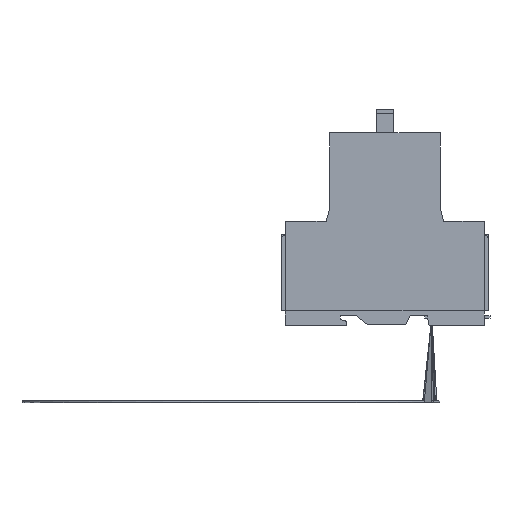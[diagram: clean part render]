
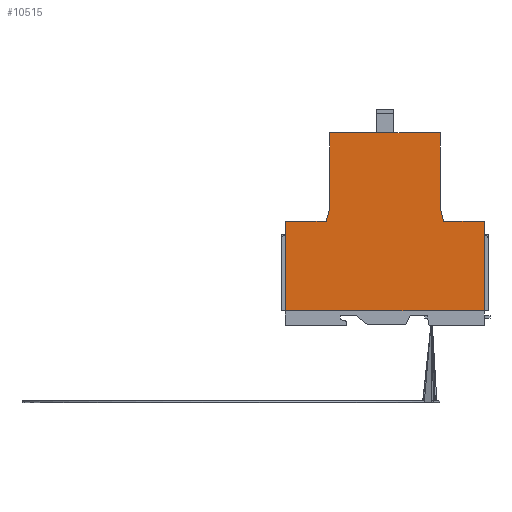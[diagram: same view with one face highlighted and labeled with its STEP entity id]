
A CAD part, left-side view. The second image highlights one B-rep face of the part: STEP entity #10515.
In plain terms, the highlighted planar face has unit normal (-1, 0, 0).
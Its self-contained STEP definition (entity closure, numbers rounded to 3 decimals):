
#2871 = CARTESIAN_POINT ( 'NONE',  ( 0., 22.25, -12.75 ) ) ;
#2872 = DIRECTION ( 'NONE',  ( 0., 0., 1. ) ) ;
#2873 = VECTOR ( 'NONE', #2872, 1000. ) ;
#2874 = CARTESIAN_POINT ( 'NONE',  ( 0., 22.25, -12.75 ) ) ;
#2875 = LINE ( 'NONE', #2874, #2873 ) ;
#3145 = CARTESIAN_POINT ( 'NONE',  ( 0., -22.25, 17.5 ) ) ;
#3146 = LINE ( 'NONE', #3145, #3186 ) ;
#3147 = DIRECTION ( 'NONE',  ( 0., -0.253, -0.967 ) ) ;
#3148 = VECTOR ( 'NONE', #3147, 1000. ) ;
#3149 = CARTESIAN_POINT ( 'NONE',  ( 0., -22.25, -12.75 ) ) ;
#3150 = LINE ( 'NONE', #3149, #3148 ) ;
#3168 = CARTESIAN_POINT ( 'NONE',  ( 0., -22.25, -12.75 ) ) ;
#3185 = DIRECTION ( 'NONE',  ( 0., 0., -1. ) ) ;
#3186 = VECTOR ( 'NONE', #3185, 1000. ) ;
#3204 = CARTESIAN_POINT ( 'NONE',  ( 0., -40., -18. ) ) ;
#3222 = DIRECTION ( 'NONE',  ( 0., -1., 0. ) ) ;
#3223 = VECTOR ( 'NONE', #3222, 1000. ) ;
#3224 = CARTESIAN_POINT ( 'NONE',  ( 0., -23.625, -18. ) ) ;
#3225 = LINE ( 'NONE', #3224, #3223 ) ;
#3290 = DIRECTION ( 'NONE',  ( 0., 1., 0. ) ) ;
#3291 = VECTOR ( 'NONE', #3290, 1000. ) ;
#3292 = CARTESIAN_POINT ( 'NONE',  ( 0., -40., -54. ) ) ;
#3296 = LINE ( 'NONE', #3292, #3291 ) ;
#3309 = CARTESIAN_POINT ( 'NONE',  ( 0., -23.625, -18. ) ) ;
#3690 = CARTESIAN_POINT ( 'NONE',  ( 0., 40., -54. ) ) ;
#3833 = CARTESIAN_POINT ( 'NONE',  ( 0., -40., -54. ) ) ;
#3894 = CARTESIAN_POINT ( 'NONE',  ( 0., 40., -18. ) ) ;
#3940 = DIRECTION ( 'NONE',  ( 0., -1., 0. ) ) ;
#3941 = VECTOR ( 'NONE', #3940, 1000. ) ;
#3942 = CARTESIAN_POINT ( 'NONE',  ( 0., 40., -18. ) ) ;
#3944 = LINE ( 'NONE', #3942, #3941 ) ;
#3954 = DIRECTION ( 'NONE',  ( 0., 0., 1. ) ) ;
#3955 = DIRECTION ( 'NONE',  ( -1., 0., 0. ) ) ;
#3956 = CARTESIAN_POINT ( 'NONE',  ( 0., 22.25, 17.5 ) ) ;
#3957 = AXIS2_PLACEMENT_3D ( 'NONE', #3956, #3955, #3954 ) ;
#3958 = PLANE ( 'NONE',  #3957 ) ;
#3974 = FACE_OUTER_BOUND ( 'NONE', #10524, .T. ) ;
#3976 = DIRECTION ( 'NONE',  ( 0., 0., 1. ) ) ;
#3982 = VECTOR ( 'NONE', #3976, 1000. ) ;
#3983 = CARTESIAN_POINT ( 'NONE',  ( 0., 40., -18. ) ) ;
#3984 = LINE ( 'NONE', #3983, #3982 ) ;
#4017 = DIRECTION ( 'NONE',  ( 0., -0.253, 0.967 ) ) ;
#4018 = VECTOR ( 'NONE', #4017, 1000. ) ;
#4019 = CARTESIAN_POINT ( 'NONE',  ( 0., 22.25, -12.75 ) ) ;
#4020 = LINE ( 'NONE', #4019, #4018 ) ;
#4022 = CARTESIAN_POINT ( 'NONE',  ( 0., 23.625, -18. ) ) ;
#4067 = DIRECTION ( 'NONE',  ( 0., 0., -1. ) ) ;
#4068 = VECTOR ( 'NONE', #4067, 1000. ) ;
#4069 = CARTESIAN_POINT ( 'NONE',  ( 0., -40., -18. ) ) ;
#4070 = LINE ( 'NONE', #4069, #4068 ) ;
#7364 = CARTESIAN_POINT ( 'NONE',  ( 0., -22.25, 17.5 ) ) ;
#7366 = DIRECTION ( 'NONE',  ( 0., -1., 0. ) ) ;
#7367 = VECTOR ( 'NONE', #7366, 1000. ) ;
#7368 = CARTESIAN_POINT ( 'NONE',  ( 0., -22.25, 17.5 ) ) ;
#7369 = LINE ( 'NONE', #7368, #7367 ) ;
#7375 = CARTESIAN_POINT ( 'NONE',  ( 0., 22.25, 17.5 ) ) ;
#10145 = EDGE_CURVE ( 'NONE', #10146, #13960, #2875, .T. ) ;
#10146 = VERTEX_POINT ( 'NONE', #2871 ) ;
#10160 = EDGE_CURVE ( 'NONE', #10239, #10183, #3225, .T. ) ;
#10183 = VERTEX_POINT ( 'NONE', #3204 ) ;
#10185 = VERTEX_POINT ( 'NONE', #3168 ) ;
#10189 = EDGE_CURVE ( 'NONE', #10185, #10239, #3150, .T. ) ;
#10192 = EDGE_CURVE ( 'NONE', #13971, #10185, #3146, .T. ) ;
#10239 = VERTEX_POINT ( 'NONE', #3309 ) ;
#10247 = EDGE_CURVE ( 'NONE', #10383, #10422, #3296, .T. ) ;
#10383 = VERTEX_POINT ( 'NONE', #3833 ) ;
#10422 = VERTEX_POINT ( 'NONE', #3690 ) ;
#10436 = EDGE_CURVE ( 'NONE', #10183, #10383, #4070, .T. ) ;
#10467 = VERTEX_POINT ( 'NONE', #3894 ) ;
#10477 = VERTEX_POINT ( 'NONE', #4022 ) ;
#10482 = EDGE_CURVE ( 'NONE', #10477, #10146, #4020, .T. ) ;
#10509 = EDGE_CURVE ( 'NONE', #10422, #10467, #3984, .T. ) ;
#10514 = ORIENTED_EDGE ( 'NONE', *, *, #10436, .F. ) ;
#10515 = ADVANCED_FACE ( 'NONE', ( #3974 ), #3958, .T. ) ;
#10516 = ORIENTED_EDGE ( 'NONE', *, *, #10145, .F. ) ;
#10517 = ORIENTED_EDGE ( 'NONE', *, *, #10482, .F. ) ;
#10518 = ORIENTED_EDGE ( 'NONE', *, *, #10541, .F. ) ;
#10524 = EDGE_LOOP ( 'NONE', ( #10516, #10517, #10518, #10534, #10535, #10514, #10527, #10559, #10556, #10530 ) ) ;
#10527 = ORIENTED_EDGE ( 'NONE', *, *, #10160, .F. ) ;
#10530 = ORIENTED_EDGE ( 'NONE', *, *, #13961, .F. ) ;
#10534 = ORIENTED_EDGE ( 'NONE', *, *, #10509, .F. ) ;
#10535 = ORIENTED_EDGE ( 'NONE', *, *, #10247, .F. ) ;
#10541 = EDGE_CURVE ( 'NONE', #10467, #10477, #3944, .T. ) ;
#10556 = ORIENTED_EDGE ( 'NONE', *, *, #10192, .F. ) ;
#10559 = ORIENTED_EDGE ( 'NONE', *, *, #10189, .F. ) ;
#13960 = VERTEX_POINT ( 'NONE', #7375 ) ;
#13961 = EDGE_CURVE ( 'NONE', #13960, #13971, #7369, .T. ) ;
#13971 = VERTEX_POINT ( 'NONE', #7364 ) ;
